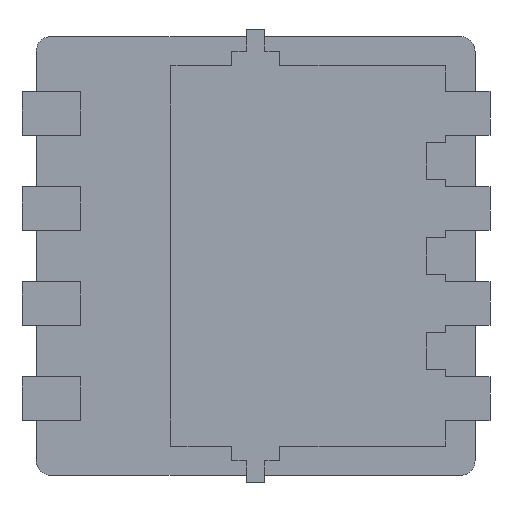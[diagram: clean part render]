
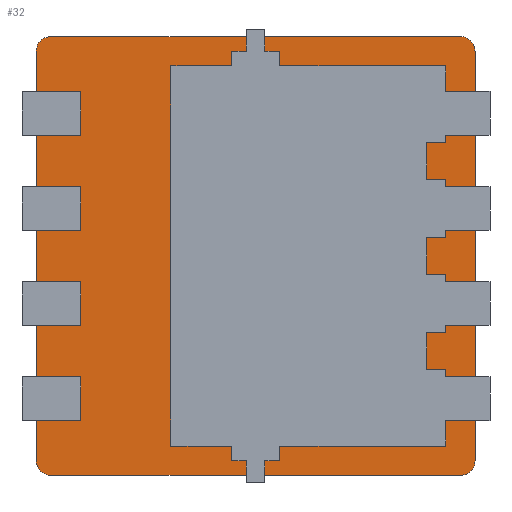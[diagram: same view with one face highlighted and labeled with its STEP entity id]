
A CAD part, front view. The second image highlights one B-rep face of the part: STEP entity #32.
In plain terms, the highlighted face is planar.
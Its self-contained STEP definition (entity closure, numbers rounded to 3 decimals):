
#2 = ORIENTED_EDGE ( 'NONE', *, *, #2066, .T. ) ;
#8 = CARTESIAN_POINT ( 'NONE',  ( 3.098, 2.525, 0.02 ) ) ;
#32 = ADVANCED_FACE ( 'NONE', ( #2530 ), #1275, .T. ) ;
#44 = LINE ( 'NONE', #153, #1036 ) ;
#49 = DIRECTION ( 'NONE',  ( 0., -1., 0. ) ) ;
#128 = VERTEX_POINT ( 'NONE', #8 ) ;
#147 = DIRECTION ( 'NONE',  ( 0., 0., -1. ) ) ;
#153 = CARTESIAN_POINT ( 'NONE',  ( 3.098, 1.124, 0.02 ) ) ;
#188 = CARTESIAN_POINT ( 'NONE',  ( 0.098, -0.277, 0.02 ) ) ;
#201 = ORIENTED_EDGE ( 'NONE', *, *, #1562, .T. ) ;
#255 =( BOUNDED_CURVE ( )  B_SPLINE_CURVE ( 3, ( #821, #504, #1034, #282 ),
 .UNSPECIFIED., .F., .F. ) 
 B_SPLINE_CURVE_WITH_KNOTS ( ( 4, 4 ),
 ( 5.503, 7.063 ),
 .UNSPECIFIED. ) 
 CURVE ( )  GEOMETRIC_REPRESENTATION_ITEM ( )  RATIONAL_B_SPLINE_CURVE ( ( 1., 0.807, 0.807, 1. ) ) 
 REPRESENTATION_ITEM ( '' )  );
#282 = CARTESIAN_POINT ( 'NONE',  ( 2.998, -0.376, 0.02 ) ) ;
#360 = LINE ( 'NONE', #2695, #2420 ) ;
#393 = VERTEX_POINT ( 'NONE', #188 ) ;
#424 = VERTEX_POINT ( 'NONE', #2238 ) ;
#465 = CARTESIAN_POINT ( 'NONE',  ( 3.056, 2.624, 0.02 ) ) ;
#504 = CARTESIAN_POINT ( 'NONE',  ( 3.098, -0.335, 0.02 ) ) ;
#564 = CARTESIAN_POINT ( 'NONE',  ( 0.098, 2.525, 0.02 ) ) ;
#590 = LINE ( 'NONE', #2057, #1615 ) ;
#749 = EDGE_CURVE ( 'NONE', #424, #128, #44, .T. ) ;
#760 = CARTESIAN_POINT ( 'NONE',  ( 3.098, 2.525, 0.02 ) ) ;
#821 = CARTESIAN_POINT ( 'NONE',  ( 3.098, -0.277, 0.02 ) ) ;
#832 = CARTESIAN_POINT ( 'NONE',  ( 0.197, 2.624, 0.02 ) ) ;
#850 = CARTESIAN_POINT ( 'NONE',  ( 0.098, 2.583, 0.02 ) ) ;
#858 = EDGE_CURVE ( 'NONE', #1426, #393, #2070, .T. ) ;
#866 =( BOUNDED_CURVE ( )  B_SPLINE_CURVE ( 3, ( #1167, #465, #969, #760 ),
 .UNSPECIFIED., .F., .F. ) 
 B_SPLINE_CURVE_WITH_KNOTS ( ( 4, 4 ),
 ( 2.362, 3.922 ),
 .UNSPECIFIED. ) 
 CURVE ( )  GEOMETRIC_REPRESENTATION_ITEM ( )  RATIONAL_B_SPLINE_CURVE ( ( 1., 0.807, 0.807, 1. ) ) 
 REPRESENTATION_ITEM ( '' )  );
#936 = CARTESIAN_POINT ( 'NONE',  ( 0.139, -0.376, 0.02 ) ) ;
#969 = CARTESIAN_POINT ( 'NONE',  ( 3.098, 2.583, 0.02 ) ) ;
#1016 = EDGE_CURVE ( 'NONE', #1645, #393, #1214, .T. ) ;
#1023 = VERTEX_POINT ( 'NONE', #1919 ) ;
#1034 = CARTESIAN_POINT ( 'NONE',  ( 3.056, -0.376, 0.02 ) ) ;
#1036 = VECTOR ( 'NONE', #1465, 1000. ) ;
#1153 = CARTESIAN_POINT ( 'NONE',  ( 0.098, -0.335, 0.02 ) ) ;
#1159 = VERTEX_POINT ( 'NONE', #2474 ) ;
#1167 = CARTESIAN_POINT ( 'NONE',  ( 2.998, 2.624, 0.02 ) ) ;
#1187 = ORIENTED_EDGE ( 'NONE', *, *, #858, .T. ) ;
#1214 = LINE ( 'NONE', #2804, #2292 ) ;
#1275 = PLANE ( 'NONE',  #2903 ) ;
#1285 = DIRECTION ( 'NONE',  ( 0., -1., 0. ) ) ;
#1388 = CARTESIAN_POINT ( 'NONE',  ( 0.098, -0.277, 0.02 ) ) ;
#1426 = VERTEX_POINT ( 'NONE', #2724 ) ;
#1465 = DIRECTION ( 'NONE',  ( 0., 1., 0. ) ) ;
#1562 = EDGE_CURVE ( 'NONE', #1023, #128, #866, .T. ) ;
#1592 = ORIENTED_EDGE ( 'NONE', *, *, #749, .F. ) ;
#1615 = VECTOR ( 'NONE', #2297, 1000. ) ;
#1645 = VERTEX_POINT ( 'NONE', #2651 ) ;
#1703 = EDGE_CURVE ( 'NONE', #1426, #1159, #360, .T. ) ;
#1825 = EDGE_CURVE ( 'NONE', #424, #1159, #255, .T. ) ;
#1878 = ORIENTED_EDGE ( 'NONE', *, *, #1975, .F. ) ;
#1919 = CARTESIAN_POINT ( 'NONE',  ( 2.998, 2.624, 0.02 ) ) ;
#1975 = EDGE_CURVE ( 'NONE', #1023, #2120, #590, .T. ) ;
#2057 = CARTESIAN_POINT ( 'NONE',  ( 1.598, 2.624, 0.02 ) ) ;
#2066 = EDGE_CURVE ( 'NONE', #1645, #2120, #2933, .T. ) ;
#2070 =( BOUNDED_CURVE ( )  B_SPLINE_CURVE ( 3, ( #2743, #936, #1153, #1388 ),
 .UNSPECIFIED., .F., .F. ) 
 B_SPLINE_CURVE_WITH_KNOTS ( ( 4, 4 ),
 ( 5.503, 7.063 ),
 .UNSPECIFIED. ) 
 CURVE ( )  GEOMETRIC_REPRESENTATION_ITEM ( )  RATIONAL_B_SPLINE_CURVE ( ( 1., 0.807, 0.807, 1. ) ) 
 REPRESENTATION_ITEM ( '' )  );
#2120 = VERTEX_POINT ( 'NONE', #2291 ) ;
#2238 = CARTESIAN_POINT ( 'NONE',  ( 3.098, -0.277, 0.02 ) ) ;
#2246 = ORIENTED_EDGE ( 'NONE', *, *, #1703, .F. ) ;
#2275 = ORIENTED_EDGE ( 'NONE', *, *, #1825, .T. ) ;
#2291 = CARTESIAN_POINT ( 'NONE',  ( 0.197, 2.624, 0.02 ) ) ;
#2292 = VECTOR ( 'NONE', #49, 1000. ) ;
#2297 = DIRECTION ( 'NONE',  ( -1., 0., 0. ) ) ;
#2372 = ORIENTED_EDGE ( 'NONE', *, *, #1016, .F. ) ;
#2390 = CARTESIAN_POINT ( 'NONE',  ( 0.139, 2.624, 0.02 ) ) ;
#2420 = VECTOR ( 'NONE', #2873, 1000. ) ;
#2474 = CARTESIAN_POINT ( 'NONE',  ( 2.998, -0.376, 0.02 ) ) ;
#2530 = FACE_OUTER_BOUND ( 'NONE', #2673, .T. ) ;
#2651 = CARTESIAN_POINT ( 'NONE',  ( 0.098, 2.525, 0.02 ) ) ;
#2673 = EDGE_LOOP ( 'NONE', ( #1878, #201, #1592, #2275, #2246, #1187, #2372, #2 ) ) ;
#2695 = CARTESIAN_POINT ( 'NONE',  ( 1.598, -0.376, 0.02 ) ) ;
#2709 = CARTESIAN_POINT ( 'NONE',  ( 1.598, 1.124, 0.02 ) ) ;
#2724 = CARTESIAN_POINT ( 'NONE',  ( 0.197, -0.376, 0.02 ) ) ;
#2743 = CARTESIAN_POINT ( 'NONE',  ( 0.197, -0.376, 0.02 ) ) ;
#2804 = CARTESIAN_POINT ( 'NONE',  ( 0.098, 1.124, 0.02 ) ) ;
#2873 = DIRECTION ( 'NONE',  ( 1., 0., 0. ) ) ;
#2903 = AXIS2_PLACEMENT_3D ( 'NONE', #2709, #147, #1285 ) ;
#2933 =( BOUNDED_CURVE ( )  B_SPLINE_CURVE ( 3, ( #564, #850, #2390, #832 ),
 .UNSPECIFIED., .F., .F. ) 
 B_SPLINE_CURVE_WITH_KNOTS ( ( 4, 4 ),
 ( 2.362, 3.922 ),
 .UNSPECIFIED. ) 
 CURVE ( )  GEOMETRIC_REPRESENTATION_ITEM ( )  RATIONAL_B_SPLINE_CURVE ( ( 1., 0.807, 0.807, 1. ) ) 
 REPRESENTATION_ITEM ( '' )  );
